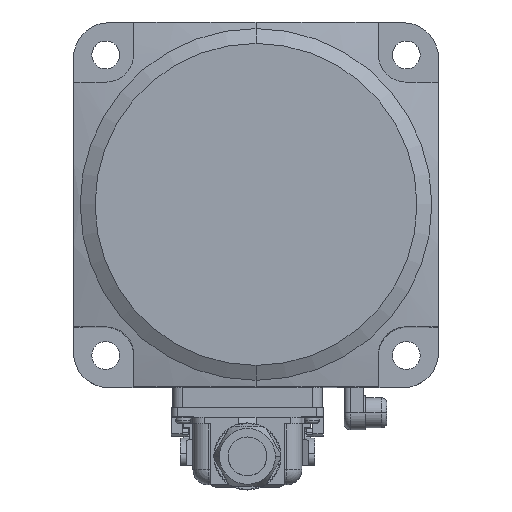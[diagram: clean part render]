
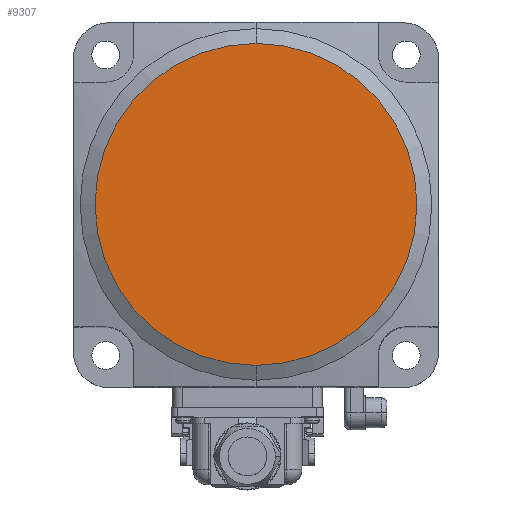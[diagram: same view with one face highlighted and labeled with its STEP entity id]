
A CAD part, top view. The second image highlights one B-rep face of the part: STEP entity #9307.
In plain terms, the highlighted planar face has unit normal (0, 0, 1).
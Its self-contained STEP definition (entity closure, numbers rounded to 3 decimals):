
#612 = VERTEX_POINT ( 'NONE', #12652 ) ;
#1122 = VERTEX_POINT ( 'NONE', #14392 ) ;
#1128 = EDGE_CURVE ( 'NONE', #612, #1122, #13789, .T. ) ;
#1389 = DIRECTION ( 'NONE',  ( 0., 1., 0. ) ) ;
#2058 = PLANE ( 'NONE',  #4953 ) ;
#2325 = EDGE_CURVE ( 'NONE', #1122, #612, #12574, .T. ) ;
#4953 = AXIS2_PLACEMENT_3D ( 'NONE', #17997, #10589, #4999 ) ;
#4999 = DIRECTION ( 'NONE',  ( 0., 1., 0. ) ) ;
#5593 = AXIS2_PLACEMENT_3D ( 'NONE', #16565, #17711, #6108 ) ;
#6108 = DIRECTION ( 'NONE',  ( 0., 1., 0. ) ) ;
#6817 = ORIENTED_EDGE ( 'NONE', *, *, #1128, .F. ) ;
#7058 = DIRECTION ( 'NONE',  ( 0., 0., -1. ) ) ;
#7823 = FACE_OUTER_BOUND ( 'NONE', #13520, .T. ) ;
#9307 = ADVANCED_FACE ( 'NONE', ( #7823 ), #2058, .F. ) ;
#10589 = DIRECTION ( 'NONE',  ( 0., 0., -1. ) ) ;
#12569 = ORIENTED_EDGE ( 'NONE', *, *, #2325, .F. ) ;
#12574 = CIRCLE ( 'NONE', #5593, 37.5 ) ;
#12652 = CARTESIAN_POINT ( 'NONE',  ( 0., -37.5, 114. ) ) ;
#13520 = EDGE_LOOP ( 'NONE', ( #12569, #6817 ) ) ;
#13789 = CIRCLE ( 'NONE', #15606, 37.5 ) ;
#14392 = CARTESIAN_POINT ( 'NONE',  ( 0., 37.5, 114. ) ) ;
#15606 = AXIS2_PLACEMENT_3D ( 'NONE', #16162, #7058, #1389 ) ;
#16162 = CARTESIAN_POINT ( 'NONE',  ( 0., 0., 114. ) ) ;
#16565 = CARTESIAN_POINT ( 'NONE',  ( 0., 0., 114. ) ) ;
#17711 = DIRECTION ( 'NONE',  ( 0., 0., -1. ) ) ;
#17997 = CARTESIAN_POINT ( 'NONE',  ( 42.5, -42.5, 114. ) ) ;
